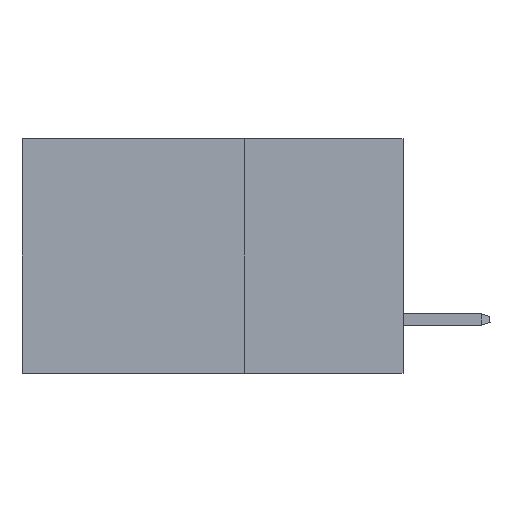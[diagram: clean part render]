
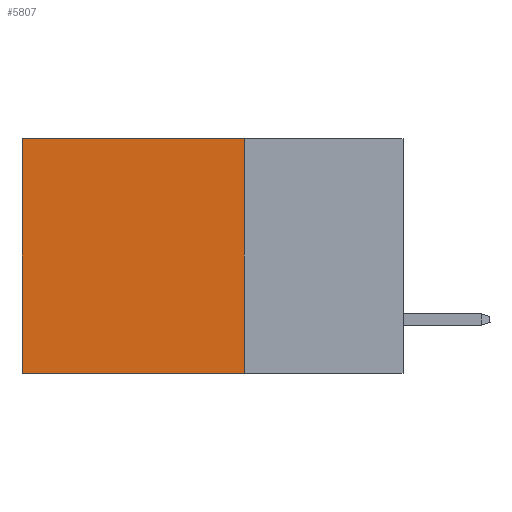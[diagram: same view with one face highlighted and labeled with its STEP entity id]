
A CAD part, left-side view. The second image highlights one B-rep face of the part: STEP entity #5807.
In plain terms, the highlighted planar face has unit normal (-1, 0, 0).
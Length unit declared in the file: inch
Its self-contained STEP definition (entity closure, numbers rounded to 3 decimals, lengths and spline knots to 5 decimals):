
#1253 = DIRECTION ( 'NONE',  ( 0., 0., -1. ) ) ;
#3772 = VERTEX_POINT ( 'NONE', #16234 ) ;
#4762 = LINE ( 'NONE', #8585, #30922 ) ;
#5807 = ADVANCED_FACE ( 'NONE', ( #35680 ), #26804, .F. ) ;
#7540 = DIRECTION ( 'NONE',  ( 1., 0., 0. ) ) ;
#8037 = CARTESIAN_POINT ( 'NONE',  ( 0.2875, 0.25, 0. ) ) ;
#8191 = EDGE_CURVE ( 'NONE', #3772, #15259, #46499, .T. ) ;
#8547 = EDGE_CURVE ( 'NONE', #3772, #19800, #4762, .T. ) ;
#8585 = CARTESIAN_POINT ( 'NONE',  ( 0.2875, 0.25, 0. ) ) ;
#10163 = CARTESIAN_POINT ( 'NONE',  ( 0.2875, 0.25, -0.37 ) ) ;
#12254 = ORIENTED_EDGE ( 'NONE', *, *, #8191, .F. ) ;
#12792 = EDGE_CURVE ( 'NONE', #15259, #39392, #45948, .T. ) ;
#15259 = VERTEX_POINT ( 'NONE', #25154 ) ;
#15273 = CARTESIAN_POINT ( 'NONE',  ( 0.2875, 0.6, 0. ) ) ;
#16168 = DIRECTION ( 'NONE',  ( 0., 1., 0. ) ) ;
#16234 = CARTESIAN_POINT ( 'NONE',  ( 0.2875, 0.25, 0. ) ) ;
#19271 = EDGE_LOOP ( 'NONE', ( #34968, #43393, #12254, #22853 ) ) ;
#19800 = VERTEX_POINT ( 'NONE', #15273 ) ;
#19802 = CARTESIAN_POINT ( 'NONE',  ( 0.2875, 0.25, 0. ) ) ;
#22550 = DIRECTION ( 'NONE',  ( 0., 1., 0. ) ) ;
#22853 = ORIENTED_EDGE ( 'NONE', *, *, #8547, .T. ) ;
#25154 = CARTESIAN_POINT ( 'NONE',  ( 0.2875, 0.25, -0.37 ) ) ;
#26003 = VECTOR ( 'NONE', #48542, 39.37008 ) ;
#26283 = AXIS2_PLACEMENT_3D ( 'NONE', #8037, #7540, #43335 ) ;
#26804 = PLANE ( 'NONE',  #26283 ) ;
#30922 = VECTOR ( 'NONE', #16168, 39.37008 ) ;
#31935 = VECTOR ( 'NONE', #22550, 39.37008 ) ;
#32186 = CARTESIAN_POINT ( 'NONE',  ( 0.2875, 0.6, -0.37 ) ) ;
#32265 = LINE ( 'NONE', #47789, #26003 ) ;
#34968 = ORIENTED_EDGE ( 'NONE', *, *, #39112, .T. ) ;
#35680 = FACE_OUTER_BOUND ( 'NONE', #19271, .T. ) ;
#39112 = EDGE_CURVE ( 'NONE', #19800, #39392, #32265, .T. ) ;
#39392 = VERTEX_POINT ( 'NONE', #32186 ) ;
#43092 = VECTOR ( 'NONE', #1253, 39.37008 ) ;
#43335 = DIRECTION ( 'NONE',  ( 0., 0., -1. ) ) ;
#43393 = ORIENTED_EDGE ( 'NONE', *, *, #12792, .F. ) ;
#45948 = LINE ( 'NONE', #10163, #31935 ) ;
#46499 = LINE ( 'NONE', #19802, #43092 ) ;
#47789 = CARTESIAN_POINT ( 'NONE',  ( 0.2875, 0.6, 0. ) ) ;
#48542 = DIRECTION ( 'NONE',  ( 0., 0., -1. ) ) ;
